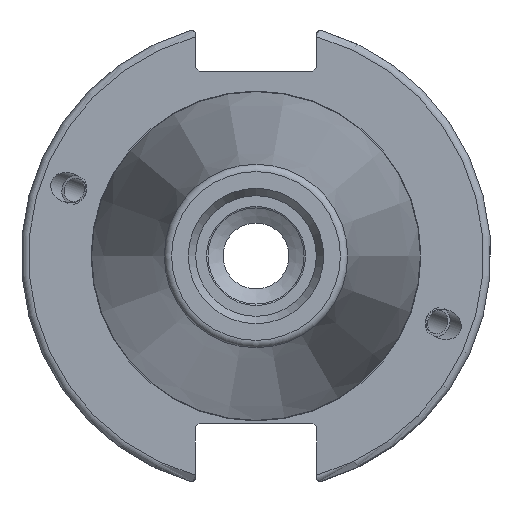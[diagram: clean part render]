
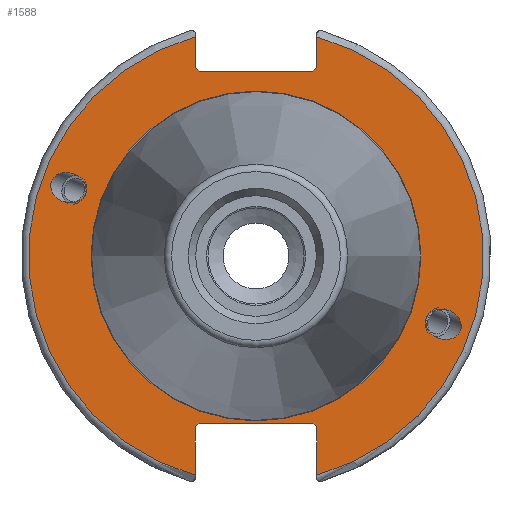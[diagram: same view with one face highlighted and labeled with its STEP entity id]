
A CAD part, left-side view. The second image highlights one B-rep face of the part: STEP entity #1588.
In plain terms, the highlighted planar face has unit normal (-1, 0, 0).
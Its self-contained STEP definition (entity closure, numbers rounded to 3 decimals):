
#123=LINE('',#2818,#219);
#124=LINE('',#2820,#220);
#125=LINE('',#2822,#221);
#126=LINE('',#2824,#222);
#127=LINE('',#2826,#223);
#128=LINE('',#2830,#224);
#129=LINE('',#2832,#225);
#130=LINE('',#2834,#226);
#131=LINE('',#2836,#227);
#132=LINE('',#2837,#228);
#219=VECTOR('',#2141,10.);
#220=VECTOR('',#2142,10.);
#221=VECTOR('',#2143,10.);
#222=VECTOR('',#2144,10.);
#223=VECTOR('',#2145,10.);
#224=VECTOR('',#2148,10.);
#225=VECTOR('',#2149,10.);
#226=VECTOR('',#2150,10.);
#227=VECTOR('',#2151,10.);
#228=VECTOR('',#2152,10.);
#309=FACE_BOUND('',#526,.T.);
#310=FACE_BOUND('',#527,.T.);
#311=FACE_BOUND('',#528,.T.);
#325=ELLIPSE('',#1723,2.442,2.);
#334=ELLIPSE('',#1766,2.442,2.);
#349=PLANE('',#1776);
#421=FACE_OUTER_BOUND('',#525,.T.);
#525=EDGE_LOOP('',(#1293,#1294,#1295,#1296,#1297,#1298,#1299,#1300,#1301,
#1302,#1303,#1304));
#526=EDGE_LOOP('',(#1305));
#527=EDGE_LOOP('',(#1306));
#528=EDGE_LOOP('',(#1307));
#627=CIRCLE('',#1774,22.3);
#629=CIRCLE('',#1777,30.75);
#630=CIRCLE('',#1778,30.75);
#713=VERTEX_POINT('',#2611);
#753=VERTEX_POINT('',#2794);
#758=VERTEX_POINT('',#2809);
#759=VERTEX_POINT('',#2814);
#760=VERTEX_POINT('',#2815);
#761=VERTEX_POINT('',#2817);
#762=VERTEX_POINT('',#2819);
#763=VERTEX_POINT('',#2821);
#764=VERTEX_POINT('',#2823);
#765=VERTEX_POINT('',#2825);
#766=VERTEX_POINT('',#2827);
#767=VERTEX_POINT('',#2829);
#768=VERTEX_POINT('',#2831);
#769=VERTEX_POINT('',#2833);
#770=VERTEX_POINT('',#2835);
#891=EDGE_CURVE('',#713,#713,#325,.T.);
#947=EDGE_CURVE('',#753,#753,#334,.T.);
#954=EDGE_CURVE('',#758,#758,#627,.T.);
#956=EDGE_CURVE('',#759,#760,#629,.T.);
#957=EDGE_CURVE('',#759,#761,#123,.T.);
#958=EDGE_CURVE('',#762,#761,#124,.T.);
#959=EDGE_CURVE('',#762,#763,#125,.T.);
#960=EDGE_CURVE('',#764,#763,#126,.T.);
#961=EDGE_CURVE('',#764,#765,#127,.T.);
#962=EDGE_CURVE('',#766,#765,#630,.T.);
#963=EDGE_CURVE('',#766,#767,#128,.T.);
#964=EDGE_CURVE('',#768,#767,#129,.T.);
#965=EDGE_CURVE('',#768,#769,#130,.T.);
#966=EDGE_CURVE('',#770,#769,#131,.T.);
#967=EDGE_CURVE('',#770,#760,#132,.T.);
#1293=ORIENTED_EDGE('',*,*,#956,.F.);
#1294=ORIENTED_EDGE('',*,*,#957,.T.);
#1295=ORIENTED_EDGE('',*,*,#958,.F.);
#1296=ORIENTED_EDGE('',*,*,#959,.T.);
#1297=ORIENTED_EDGE('',*,*,#960,.F.);
#1298=ORIENTED_EDGE('',*,*,#961,.T.);
#1299=ORIENTED_EDGE('',*,*,#962,.F.);
#1300=ORIENTED_EDGE('',*,*,#963,.T.);
#1301=ORIENTED_EDGE('',*,*,#964,.F.);
#1302=ORIENTED_EDGE('',*,*,#965,.T.);
#1303=ORIENTED_EDGE('',*,*,#966,.F.);
#1304=ORIENTED_EDGE('',*,*,#967,.T.);
#1305=ORIENTED_EDGE('',*,*,#891,.T.);
#1306=ORIENTED_EDGE('',*,*,#947,.T.);
#1307=ORIENTED_EDGE('',*,*,#954,.F.);
#1588=ADVANCED_FACE('',(#421,#309,#310,#311),#349,.T.);
#1723=AXIS2_PLACEMENT_3D('',#2613,#2012,#2013);
#1766=AXIS2_PLACEMENT_3D('',#2796,#2115,#2116);
#1774=AXIS2_PLACEMENT_3D('',#2811,#2133,#2134);
#1776=AXIS2_PLACEMENT_3D('',#2813,#2137,#2138);
#1777=AXIS2_PLACEMENT_3D('',#2816,#2139,#2140);
#1778=AXIS2_PLACEMENT_3D('',#2828,#2146,#2147);
#2012=DIRECTION('center_axis',(1.,0.,0.));
#2013=DIRECTION('ref_axis',(0.,-0.94,-0.342));
#2115=DIRECTION('center_axis',(1.,0.,0.));
#2116=DIRECTION('ref_axis',(0.,0.94,0.342));
#2133=DIRECTION('center_axis',(-1.,0.,0.));
#2134=DIRECTION('ref_axis',(0.,-1.,0.));
#2137=DIRECTION('center_axis',(-1.,0.,0.));
#2138=DIRECTION('ref_axis',(0.,0.,1.));
#2139=DIRECTION('center_axis',(1.,0.,0.));
#2140=DIRECTION('ref_axis',(0.,-1.,0.));
#2141=DIRECTION('',(0.,0.,-1.));
#2142=DIRECTION('',(0.,-0.707,0.707));
#2143=DIRECTION('',(0.,1.,0.));
#2144=DIRECTION('',(0.,-0.707,-0.707));
#2145=DIRECTION('',(0.,0.,1.));
#2146=DIRECTION('center_axis',(1.,0.,0.));
#2147=DIRECTION('ref_axis',(0.,1.,0.));
#2148=DIRECTION('',(0.,0.,1.));
#2149=DIRECTION('',(0.,0.707,-0.707));
#2150=DIRECTION('',(0.,-1.,0.));
#2151=DIRECTION('',(0.,0.707,0.707));
#2152=DIRECTION('',(0.,0.,-1.));
#2611=CARTESIAN_POINT('',(3.175,-23.077,-8.399));
#2613=CARTESIAN_POINT('Origin',(3.175,-25.372,-9.235));
#2794=CARTESIAN_POINT('',(3.175,23.077,8.399));
#2796=CARTESIAN_POINT('Origin',(3.175,25.372,9.235));
#2809=CARTESIAN_POINT('',(3.175,0.,22.3));
#2811=CARTESIAN_POINT('Origin',(3.175,0.,0.));
#2813=CARTESIAN_POINT('Origin',(3.175,31.75,0.));
#2814=CARTESIAN_POINT('',(3.175,-8.19,29.639));
#2815=CARTESIAN_POINT('',(3.175,-8.19,-29.639));
#2816=CARTESIAN_POINT('Origin',(3.175,0.,0.));
#2817=CARTESIAN_POINT('',(3.175,-8.19,25.5));
#2818=CARTESIAN_POINT('',(3.175,-8.19,12.5));
#2819=CARTESIAN_POINT('',(3.175,-7.69,25.));
#2820=CARTESIAN_POINT('',(3.175,8.295,9.015));
#2821=CARTESIAN_POINT('',(3.175,7.69,25.));
#2822=CARTESIAN_POINT('',(3.175,15.875,25.));
#2823=CARTESIAN_POINT('',(3.175,8.19,25.5));
#2824=CARTESIAN_POINT('',(3.175,7.58,24.89));
#2825=CARTESIAN_POINT('',(3.175,8.19,29.639));
#2826=CARTESIAN_POINT('',(3.175,8.19,12.5));
#2827=CARTESIAN_POINT('',(3.175,8.19,-29.639));
#2828=CARTESIAN_POINT('Origin',(3.175,0.,0.));
#2829=CARTESIAN_POINT('',(3.175,8.19,-23.1));
#2830=CARTESIAN_POINT('',(3.175,8.19,-11.3));
#2831=CARTESIAN_POINT('',(3.175,7.69,-22.6));
#2832=CARTESIAN_POINT('',(3.175,8.18,-23.09));
#2833=CARTESIAN_POINT('',(3.175,-7.69,-22.6));
#2834=CARTESIAN_POINT('',(3.175,15.875,-22.6));
#2835=CARTESIAN_POINT('',(3.175,-8.19,-23.1));
#2836=CARTESIAN_POINT('',(3.175,7.695,-7.215));
#2837=CARTESIAN_POINT('',(3.175,-8.19,-11.3));
